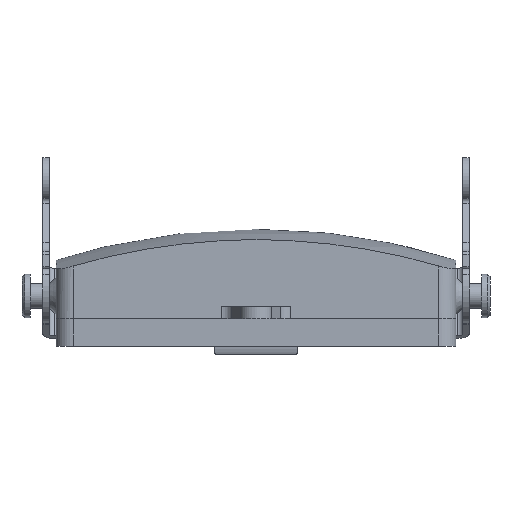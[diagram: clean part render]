
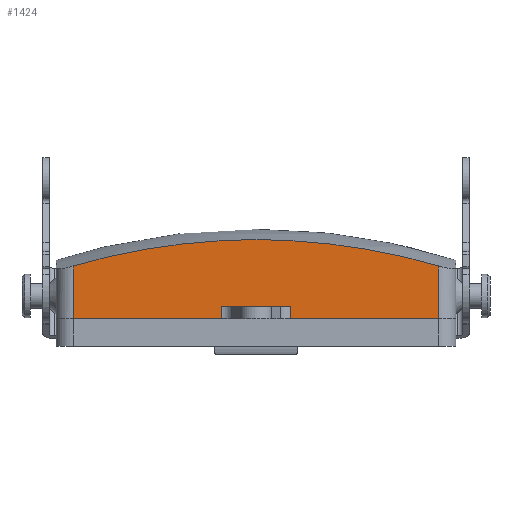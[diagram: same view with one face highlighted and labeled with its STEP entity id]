
A CAD part, top view. The second image highlights one B-rep face of the part: STEP entity #1424.
In plain terms, the highlighted planar face has unit normal (0, 0, 1).
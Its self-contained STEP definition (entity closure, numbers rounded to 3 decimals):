
#72 = DIRECTION ( 'NONE',  ( -1., 0., 0. ) ) ;
#74 = CARTESIAN_POINT ( 'NONE',  ( 31.75, 2.75, 0. ) ) ;
#80 = DIRECTION ( 'NONE',  ( 0., -1., 0. ) ) ;
#82 = CARTESIAN_POINT ( 'NONE',  ( 70.3, 17.001, 0. ) ) ;
#92 = DIRECTION ( 'NONE',  ( 0., -1., 0. ) ) ;
#93 = CARTESIAN_POINT ( 'NONE',  ( 43.062, 17.001, 0. ) ) ;
#123 = DIRECTION ( 'NONE',  ( 1., 0., 0. ) ) ;
#124 = DIRECTION ( 'NONE',  ( 0., 0., 1. ) ) ;
#125 = CARTESIAN_POINT ( 'NONE',  ( 36.75, -104.35, 0. ) ) ;
#127 = DIRECTION ( 'NONE',  ( 0., -1., 0. ) ) ;
#128 = CARTESIAN_POINT ( 'NONE',  ( 3.2, 17.001, 0. ) ) ;
#130 = DIRECTION ( 'NONE',  ( 0., 1., 0. ) ) ;
#132 = CARTESIAN_POINT ( 'NONE',  ( 30.438, 2.75, 0. ) ) ;
#267 = DIRECTION ( 'NONE',  ( 1., 0., 0. ) ) ;
#268 = DIRECTION ( 'NONE',  ( 0., 0., 1. ) ) ;
#269 = CARTESIAN_POINT ( 'NONE',  ( 3.2, 17.001, 0. ) ) ;
#271 = PLANE ( 'NONE',  #2174 ) ;
#981 = EDGE_LOOP ( 'NONE', ( #4663, #4661, #4662, #4660, #4658, #4659, #4657, #4656 ) ) ;
#1145 = FACE_OUTER_BOUND ( 'NONE', #981, .T. ) ;
#1190 = LINE ( 'NONE', #132, #2119 ) ;
#1191 = LINE ( 'NONE', #128, #2118 ) ;
#1197 = LINE ( 'NONE', #93, #2093 ) ;
#1199 = LINE ( 'NONE', #82, #2081 ) ;
#1200 = LINE ( 'NONE', #74, #2074 ) ;
#1239 = LINE ( 'NONE', #3126, #1957 ) ;
#1243 = LINE ( 'NONE', #3096, #1935 ) ;
#1424 = ADVANCED_FACE ( 'NONE', ( #1145 ), #271, .T. ) ;
#1448 = EDGE_CURVE ( 'NONE', #4815, #4784, #1190, .T. ) ;
#1449 = EDGE_CURVE ( 'NONE', #4798, #4942, #1191, .T. ) ;
#1450 = EDGE_CURVE ( 'NONE', #4794, #4798, #2122, .T. ) ;
#1459 = EDGE_CURVE ( 'NONE', #4792, #4913, #1197, .T. ) ;
#1463 = EDGE_CURVE ( 'NONE', #4794, #4780, #1199, .T. ) ;
#1465 = EDGE_CURVE ( 'NONE', #4792, #4784, #1200, .T. ) ;
#1535 = EDGE_CURVE ( 'NONE', #4780, #4913, #1239, .T. ) ;
#1544 = EDGE_CURVE ( 'NONE', #4815, #4942, #1243, .T. ) ;
#1935 = VECTOR ( 'NONE', #3095, 1000. ) ;
#1957 = VECTOR ( 'NONE', #3125, 1000. ) ;
#2074 = VECTOR ( 'NONE', #72, 1000. ) ;
#2081 = VECTOR ( 'NONE', #80, 1000. ) ;
#2093 = VECTOR ( 'NONE', #92, 1000. ) ;
#2117 = AXIS2_PLACEMENT_3D ( 'NONE', #125, #124, #123 ) ;
#2118 = VECTOR ( 'NONE', #127, 1000. ) ;
#2119 = VECTOR ( 'NONE', #130, 1000. ) ;
#2122 = CIRCLE ( 'NONE', #2117, 119.385 ) ;
#2174 = AXIS2_PLACEMENT_3D ( 'NONE', #269, #268, #267 ) ;
#2180 = CARTESIAN_POINT ( 'NONE',  ( 70.3, 0.5, 0. ) ) ;
#2298 = CARTESIAN_POINT ( 'NONE',  ( 30.438, 2.75, 0. ) ) ;
#3095 = DIRECTION ( 'NONE',  ( -1., 0., 0. ) ) ;
#3096 = CARTESIAN_POINT ( 'NONE',  ( 3.2, 0.5, 0. ) ) ;
#3125 = DIRECTION ( 'NONE',  ( -1., 0., 0. ) ) ;
#3126 = CARTESIAN_POINT ( 'NONE',  ( 3.2, 0.5, 0. ) ) ;
#4656 = ORIENTED_EDGE ( 'NONE', *, *, #1448, .T. ) ;
#4657 = ORIENTED_EDGE ( 'NONE', *, *, #1544, .F. ) ;
#4658 = ORIENTED_EDGE ( 'NONE', *, *, #1450, .T. ) ;
#4659 = ORIENTED_EDGE ( 'NONE', *, *, #1449, .T. ) ;
#4660 = ORIENTED_EDGE ( 'NONE', *, *, #1463, .F. ) ;
#4661 = ORIENTED_EDGE ( 'NONE', *, *, #1459, .T. ) ;
#4662 = ORIENTED_EDGE ( 'NONE', *, *, #1535, .F. ) ;
#4663 = ORIENTED_EDGE ( 'NONE', *, *, #1465, .F. ) ;
#4780 = VERTEX_POINT ( 'NONE', #2180 ) ;
#4784 = VERTEX_POINT ( 'NONE', #2298 ) ;
#4792 = VERTEX_POINT ( 'NONE', #5221 ) ;
#4794 = VERTEX_POINT ( 'NONE', #5590 ) ;
#4798 = VERTEX_POINT ( 'NONE', #5177 ) ;
#4815 = VERTEX_POINT ( 'NONE', #5413 ) ;
#4913 = VERTEX_POINT ( 'NONE', #5547 ) ;
#4942 = VERTEX_POINT ( 'NONE', #5301 ) ;
#5177 = CARTESIAN_POINT ( 'NONE',  ( 3.2, 10.224, 0. ) ) ;
#5221 = CARTESIAN_POINT ( 'NONE',  ( 43.062, 2.75, 0. ) ) ;
#5301 = CARTESIAN_POINT ( 'NONE',  ( 3.2, 0.5, 0. ) ) ;
#5413 = CARTESIAN_POINT ( 'NONE',  ( 30.438, 0.5, 0. ) ) ;
#5547 = CARTESIAN_POINT ( 'NONE',  ( 43.062, 0.5, 0. ) ) ;
#5590 = CARTESIAN_POINT ( 'NONE',  ( 70.3, 10.224, 0. ) ) ;
